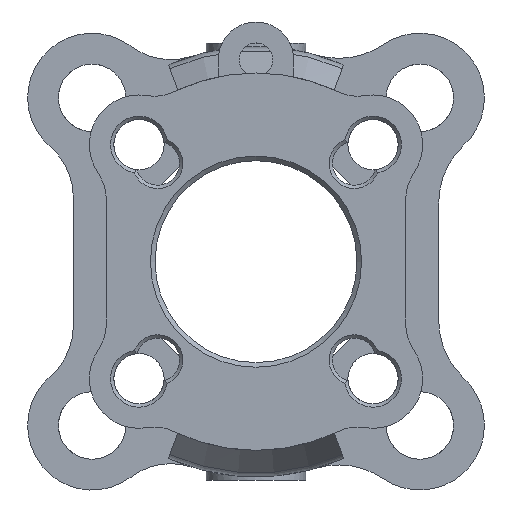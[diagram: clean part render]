
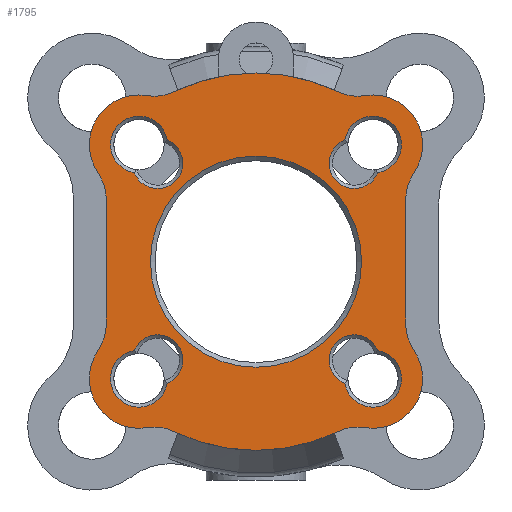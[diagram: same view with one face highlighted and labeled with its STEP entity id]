
A CAD part, front view. The second image highlights one B-rep face of the part: STEP entity #1795.
In plain terms, the highlighted planar face has unit normal (0, -1, 0).
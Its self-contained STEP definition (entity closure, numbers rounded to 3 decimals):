
#31=PLANE('',#1977);
#88=LINE('',#2944,#154);
#97=LINE('',#2976,#163);
#154=VECTOR('',#2273,1000.);
#163=VECTOR('',#2312,1000.);
#425=ORIENTED_EDGE('',*,*,#913,.F.);
#426=ORIENTED_EDGE('',*,*,#830,.F.);
#427=ORIENTED_EDGE('',*,*,#914,.F.);
#428=ORIENTED_EDGE('',*,*,#824,.F.);
#429=ORIENTED_EDGE('',*,*,#915,.F.);
#430=ORIENTED_EDGE('',*,*,#816,.F.);
#431=ORIENTED_EDGE('',*,*,#916,.F.);
#432=ORIENTED_EDGE('',*,*,#837,.F.);
#433=ORIENTED_EDGE('',*,*,#917,.F.);
#434=ORIENTED_EDGE('',*,*,#881,.T.);
#435=ORIENTED_EDGE('',*,*,#884,.F.);
#436=ORIENTED_EDGE('',*,*,#886,.T.);
#437=ORIENTED_EDGE('',*,*,#888,.F.);
#438=ORIENTED_EDGE('',*,*,#890,.T.);
#439=ORIENTED_EDGE('',*,*,#892,.F.);
#440=ORIENTED_EDGE('',*,*,#894,.T.);
#441=ORIENTED_EDGE('',*,*,#896,.F.);
#442=ORIENTED_EDGE('',*,*,#898,.T.);
#443=ORIENTED_EDGE('',*,*,#900,.F.);
#444=ORIENTED_EDGE('',*,*,#902,.T.);
#445=ORIENTED_EDGE('',*,*,#904,.F.);
#446=ORIENTED_EDGE('',*,*,#906,.T.);
#447=ORIENTED_EDGE('',*,*,#908,.F.);
#448=ORIENTED_EDGE('',*,*,#910,.T.);
#449=ORIENTED_EDGE('',*,*,#912,.F.);
#816=EDGE_CURVE('',#1080,#1081,#1252,.T.);
#824=EDGE_CURVE('',#1086,#1087,#1255,.T.);
#830=EDGE_CURVE('',#1092,#1093,#1258,.T.);
#837=EDGE_CURVE('',#1098,#1099,#1261,.T.);
#881=EDGE_CURVE('',#1137,#1138,#1291,.T.);
#884=EDGE_CURVE('',#1139,#1138,#88,.T.);
#886=EDGE_CURVE('',#1139,#1140,#1292,.T.);
#888=EDGE_CURVE('',#1141,#1140,#1293,.T.);
#890=EDGE_CURVE('',#1141,#1142,#1294,.T.);
#892=EDGE_CURVE('',#1143,#1142,#1295,.T.);
#894=EDGE_CURVE('',#1143,#1144,#1296,.T.);
#896=EDGE_CURVE('',#1145,#1144,#1297,.T.);
#898=EDGE_CURVE('',#1145,#1146,#1298,.T.);
#900=EDGE_CURVE('',#1147,#1146,#97,.T.);
#902=EDGE_CURVE('',#1147,#1148,#1299,.T.);
#904=EDGE_CURVE('',#1149,#1148,#1300,.T.);
#906=EDGE_CURVE('',#1149,#1150,#1301,.T.);
#908=EDGE_CURVE('',#1151,#1150,#1302,.T.);
#910=EDGE_CURVE('',#1151,#1152,#1303,.T.);
#912=EDGE_CURVE('',#1137,#1152,#1304,.T.);
#913=EDGE_CURVE('',#1093,#1092,#1305,.T.);
#914=EDGE_CURVE('',#1087,#1086,#1306,.T.);
#915=EDGE_CURVE('',#1081,#1080,#1307,.T.);
#916=EDGE_CURVE('',#1099,#1098,#1308,.T.);
#917=EDGE_CURVE('',#1153,#1153,#1309,.T.);
#1080=VERTEX_POINT('',#2757);
#1081=VERTEX_POINT('',#2758);
#1086=VERTEX_POINT('',#2781);
#1087=VERTEX_POINT('',#2783);
#1092=VERTEX_POINT('',#2799);
#1093=VERTEX_POINT('',#2800);
#1098=VERTEX_POINT('',#2820);
#1099=VERTEX_POINT('',#2821);
#1137=VERTEX_POINT('',#2939);
#1138=VERTEX_POINT('',#2940);
#1139=VERTEX_POINT('',#2945);
#1140=VERTEX_POINT('',#2949);
#1141=VERTEX_POINT('',#2953);
#1142=VERTEX_POINT('',#2957);
#1143=VERTEX_POINT('',#2961);
#1144=VERTEX_POINT('',#2965);
#1145=VERTEX_POINT('',#2969);
#1146=VERTEX_POINT('',#2973);
#1147=VERTEX_POINT('',#2977);
#1148=VERTEX_POINT('',#2981);
#1149=VERTEX_POINT('',#2985);
#1150=VERTEX_POINT('',#2989);
#1151=VERTEX_POINT('',#2993);
#1152=VERTEX_POINT('',#2997);
#1153=VERTEX_POINT('',#3007);
#1252=CIRCLE('',#1897,4.3);
#1255=CIRCLE('',#1902,4.3);
#1258=CIRCLE('',#1907,4.3);
#1261=CIRCLE('',#1912,4.3);
#1291=CIRCLE('',#1948,7.5);
#1292=CIRCLE('',#1951,7.5);
#1293=CIRCLE('',#1953,7.5);
#1294=CIRCLE('',#1955,6.7);
#1295=CIRCLE('',#1957,28.5);
#1296=CIRCLE('',#1959,6.7);
#1297=CIRCLE('',#1961,7.5);
#1298=CIRCLE('',#1963,7.5);
#1299=CIRCLE('',#1966,7.5);
#1300=CIRCLE('',#1968,7.5);
#1301=CIRCLE('',#1970,6.7);
#1302=CIRCLE('',#1972,28.5);
#1303=CIRCLE('',#1974,6.7);
#1304=CIRCLE('',#1976,7.5);
#1305=CIRCLE('',#1978,3.8);
#1306=CIRCLE('',#1979,3.8);
#1307=CIRCLE('',#1980,3.8);
#1308=CIRCLE('',#1981,3.8);
#1309=CIRCLE('',#1982,15.95);
#1420=EDGE_LOOP('',(#425,#426));
#1421=EDGE_LOOP('',(#427,#428));
#1422=EDGE_LOOP('',(#429,#430));
#1423=EDGE_LOOP('',(#431,#432));
#1424=EDGE_LOOP('',(#433));
#1425=EDGE_LOOP('',(#434,#435,#436,#437,#438,#439,#440,#441,#442,#443,#444,
#445,#446,#447,#448,#449));
#1586=FACE_BOUND('',#1420,.T.);
#1587=FACE_BOUND('',#1421,.T.);
#1588=FACE_BOUND('',#1422,.T.);
#1589=FACE_BOUND('',#1423,.T.);
#1590=FACE_BOUND('',#1424,.T.);
#1591=FACE_BOUND('',#1425,.T.);
#1795=ADVANCED_FACE('',(#1586,#1587,#1588,#1589,#1590,#1591),#31,.F.);
#1897=AXIS2_PLACEMENT_3D('',#2756,#2155,#2156);
#1902=AXIS2_PLACEMENT_3D('',#2782,#2167,#2168);
#1907=AXIS2_PLACEMENT_3D('',#2798,#2179,#2180);
#1912=AXIS2_PLACEMENT_3D('',#2819,#2191,#2192);
#1948=AXIS2_PLACEMENT_3D('',#2938,#2267,#2268);
#1951=AXIS2_PLACEMENT_3D('',#2948,#2277,#2278);
#1953=AXIS2_PLACEMENT_3D('',#2952,#2282,#2283);
#1955=AXIS2_PLACEMENT_3D('',#2956,#2287,#2288);
#1957=AXIS2_PLACEMENT_3D('',#2960,#2292,#2293);
#1959=AXIS2_PLACEMENT_3D('',#2964,#2297,#2298);
#1961=AXIS2_PLACEMENT_3D('',#2968,#2302,#2303);
#1963=AXIS2_PLACEMENT_3D('',#2972,#2307,#2308);
#1966=AXIS2_PLACEMENT_3D('',#2980,#2316,#2317);
#1968=AXIS2_PLACEMENT_3D('',#2984,#2321,#2322);
#1970=AXIS2_PLACEMENT_3D('',#2988,#2326,#2327);
#1972=AXIS2_PLACEMENT_3D('',#2992,#2331,#2332);
#1974=AXIS2_PLACEMENT_3D('',#2996,#2336,#2337);
#1976=AXIS2_PLACEMENT_3D('',#3000,#2341,#2342);
#1977=AXIS2_PLACEMENT_3D('',#3001,#2343,#2344);
#1978=AXIS2_PLACEMENT_3D('',#3002,#2345,#2346);
#1979=AXIS2_PLACEMENT_3D('',#3003,#2347,#2348);
#1980=AXIS2_PLACEMENT_3D('',#3004,#2349,#2350);
#1981=AXIS2_PLACEMENT_3D('',#3005,#2351,#2352);
#1982=AXIS2_PLACEMENT_3D('',#3006,#2353,#2354);
#2155=DIRECTION('',(0.,-1.,0.));
#2156=DIRECTION('',(0.,0.,-1.));
#2167=DIRECTION('',(0.,-1.,0.));
#2168=DIRECTION('',(0.,0.,-1.));
#2179=DIRECTION('',(0.,-1.,0.));
#2180=DIRECTION('',(0.,0.,-1.));
#2191=DIRECTION('',(0.,-1.,0.));
#2192=DIRECTION('',(0.,0.,-1.));
#2267=DIRECTION('',(0.,1.,0.));
#2268=DIRECTION('',(1.,0.,0.));
#2273=DIRECTION('',(0.,0.,1.));
#2277=DIRECTION('',(0.,1.,0.));
#2278=DIRECTION('',(1.,0.,0.));
#2282=DIRECTION('',(0.,1.,0.));
#2283=DIRECTION('',(1.,0.,0.));
#2287=DIRECTION('',(0.,1.,0.));
#2288=DIRECTION('',(1.,0.,0.));
#2292=DIRECTION('',(0.,1.,0.));
#2293=DIRECTION('',(1.,0.,0.));
#2297=DIRECTION('',(0.,1.,0.));
#2298=DIRECTION('',(1.,0.,0.));
#2302=DIRECTION('',(0.,1.,0.));
#2303=DIRECTION('',(1.,0.,0.));
#2307=DIRECTION('',(0.,1.,0.));
#2308=DIRECTION('',(1.,0.,0.));
#2312=DIRECTION('',(0.,0.,-1.));
#2316=DIRECTION('',(0.,1.,0.));
#2317=DIRECTION('',(1.,0.,0.));
#2321=DIRECTION('',(0.,1.,0.));
#2322=DIRECTION('',(1.,0.,0.));
#2326=DIRECTION('',(0.,1.,0.));
#2327=DIRECTION('',(1.,0.,0.));
#2331=DIRECTION('',(0.,1.,0.));
#2332=DIRECTION('',(1.,0.,0.));
#2336=DIRECTION('',(0.,1.,0.));
#2337=DIRECTION('',(1.,0.,0.));
#2341=DIRECTION('',(0.,1.,0.));
#2342=DIRECTION('',(1.,0.,0.));
#2343=DIRECTION('',(0.,1.,0.));
#2344=DIRECTION('',(0.,0.,1.));
#2345=DIRECTION('',(0.,-1.,0.));
#2346=DIRECTION('',(0.,0.,-1.));
#2347=DIRECTION('',(0.,-1.,0.));
#2348=DIRECTION('',(0.,0.,-1.));
#2349=DIRECTION('',(0.,-1.,0.));
#2350=DIRECTION('',(0.,0.,-1.));
#2351=DIRECTION('',(0.,-1.,0.));
#2352=DIRECTION('',(0.,0.,-1.));
#2353=DIRECTION('',(0.,-1.,0.));
#2354=DIRECTION('',(0.,0.,-1.));
#2756=CARTESIAN_POINT('',(17.678,0.,-17.678));
#2757=CARTESIAN_POINT('',(13.435,0.,-18.376));
#2758=CARTESIAN_POINT('',(18.376,0.,-13.435));
#2781=CARTESIAN_POINT('',(18.376,0.,13.435));
#2782=CARTESIAN_POINT('',(17.678,0.,17.678));
#2783=CARTESIAN_POINT('',(13.435,0.,18.376));
#2798=CARTESIAN_POINT('',(-17.678,0.,17.678));
#2799=CARTESIAN_POINT('',(-13.435,0.,18.376));
#2800=CARTESIAN_POINT('',(-18.376,0.,13.435));
#2819=CARTESIAN_POINT('',(-17.678,0.,-17.678));
#2820=CARTESIAN_POINT('',(-18.376,0.,-13.435));
#2821=CARTESIAN_POINT('',(-13.435,0.,-18.376));
#2938=CARTESIAN_POINT('',(-30.1,0.,9.27));
#2939=CARTESIAN_POINT('',(-23.889,0.,13.474));
#2940=CARTESIAN_POINT('',(-22.6,0.,9.27));
#2944=CARTESIAN_POINT('',(-22.6,0.,-9.27));
#2945=CARTESIAN_POINT('',(-22.6,0.,-9.27));
#2948=CARTESIAN_POINT('',(-30.1,0.,-9.27));
#2949=CARTESIAN_POINT('',(-23.889,0.,-13.474));
#2952=CARTESIAN_POINT('',(-17.678,0.,-17.678));
#2953=CARTESIAN_POINT('',(-16.441,0.,-25.075));
#2956=CARTESIAN_POINT('',(-15.336,0.,-31.683));
#2957=CARTESIAN_POINT('',(-12.417,0.,-25.653));
#2960=CARTESIAN_POINT('',(0.,0.,0.));
#2961=CARTESIAN_POINT('',(12.417,0.,-25.653));
#2964=CARTESIAN_POINT('',(15.336,0.,-31.683));
#2965=CARTESIAN_POINT('',(16.441,0.,-25.075));
#2968=CARTESIAN_POINT('',(17.678,0.,-17.678));
#2969=CARTESIAN_POINT('',(23.889,0.,-13.474));
#2972=CARTESIAN_POINT('',(30.1,0.,-9.27));
#2973=CARTESIAN_POINT('',(22.6,0.,-9.27));
#2976=CARTESIAN_POINT('',(22.6,0.,9.27));
#2977=CARTESIAN_POINT('',(22.6,0.,9.27));
#2980=CARTESIAN_POINT('',(30.1,0.,9.27));
#2981=CARTESIAN_POINT('',(23.889,0.,13.474));
#2984=CARTESIAN_POINT('',(17.678,0.,17.678));
#2985=CARTESIAN_POINT('',(16.441,0.,25.075));
#2988=CARTESIAN_POINT('',(15.336,0.,31.683));
#2989=CARTESIAN_POINT('',(12.417,0.,25.653));
#2992=CARTESIAN_POINT('',(0.,0.,0.));
#2993=CARTESIAN_POINT('',(-12.417,0.,25.653));
#2996=CARTESIAN_POINT('',(-15.336,0.,31.683));
#2997=CARTESIAN_POINT('',(-16.441,0.,25.075));
#3000=CARTESIAN_POINT('',(-17.678,0.,17.678));
#3001=CARTESIAN_POINT('',(-30.1,0.,9.27));
#3002=CARTESIAN_POINT('',(-14.849,0.,14.849));
#3003=CARTESIAN_POINT('',(14.849,0.,14.849));
#3004=CARTESIAN_POINT('',(14.849,0.,-14.849));
#3005=CARTESIAN_POINT('',(-14.849,0.,-14.849));
#3006=CARTESIAN_POINT('',(0.,0.,0.));
#3007=CARTESIAN_POINT('',(0.,0.,-15.95));
